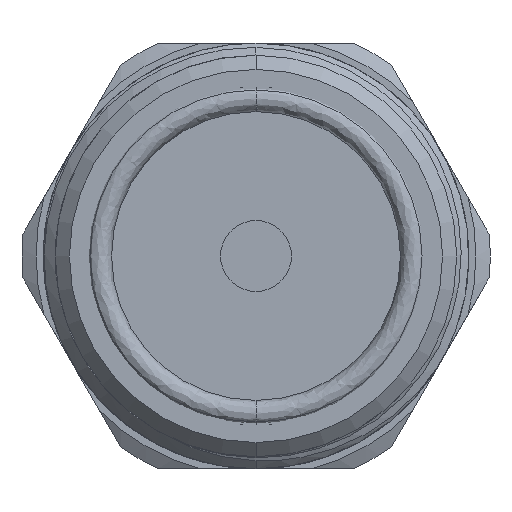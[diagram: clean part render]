
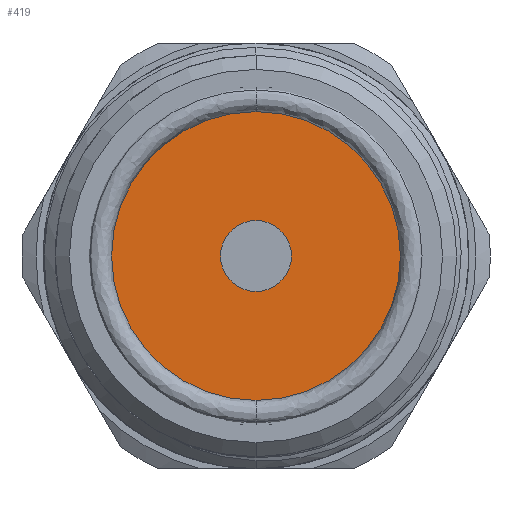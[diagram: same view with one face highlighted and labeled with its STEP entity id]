
A CAD part, front view. The second image highlights one B-rep face of the part: STEP entity #419.
In plain terms, the highlighted planar face has unit normal (0, -1, 0).
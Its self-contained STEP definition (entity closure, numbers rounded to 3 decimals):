
#374 = DIRECTION ( 'NONE',  ( 0., 0., 1. ) ) ;
#419 = ADVANCED_FACE ( 'NONE', ( #633, #4938 ), #4695, .F. ) ;
#633 = FACE_BOUND ( 'NONE', #5849, .T. ) ;
#742 = DIRECTION ( 'NONE',  ( 0., -1., 0. ) ) ;
#1456 = CARTESIAN_POINT ( 'NONE',  ( 2.5, -5.6, 0. ) ) ;
#1775 = VERTEX_POINT ( 'NONE', #4175 ) ;
#1816 = AXIS2_PLACEMENT_3D ( 'NONE', #5946, #2708, #6498 ) ;
#1893 = AXIS2_PLACEMENT_3D ( 'NONE', #5547, #2284, #6082 ) ;
#1959 = EDGE_LOOP ( 'NONE', ( #2937, #4836 ) ) ;
#1963 = AXIS2_PLACEMENT_3D ( 'NONE', #3995, #742, #4526 ) ;
#2284 = DIRECTION ( 'NONE',  ( 0., -1., 0. ) ) ;
#2334 = CARTESIAN_POINT ( 'NONE',  ( 0., -5.6, 11.7 ) ) ;
#2394 = CIRCLE ( 'NONE', #5674, 11.7 ) ;
#2491 = EDGE_CURVE ( 'NONE', #1775, #5086, #2394, .T. ) ;
#2621 = EDGE_CURVE ( 'NONE', #5086, #1775, #6815, .T. ) ;
#2708 = DIRECTION ( 'NONE',  ( 0., -1., 0. ) ) ;
#2798 = DIRECTION ( 'NONE',  ( 0., -1., 0. ) ) ;
#2937 = ORIENTED_EDGE ( 'NONE', *, *, #2621, .T. ) ;
#3061 = EDGE_CURVE ( 'NONE', #5234, #4397, #3086, .T. ) ;
#3086 = CIRCLE ( 'NONE', #1816, 2.5 ) ;
#3995 = CARTESIAN_POINT ( 'NONE',  ( 0., -5.6, 0. ) ) ;
#4156 = DIRECTION ( 'NONE',  ( 0., 1., 0. ) ) ;
#4175 = CARTESIAN_POINT ( 'NONE',  ( 0., -5.6, -11.7 ) ) ;
#4397 = VERTEX_POINT ( 'NONE', #4734 ) ;
#4526 = DIRECTION ( 'NONE',  ( 0., 0., -1. ) ) ;
#4695 = PLANE ( 'NONE',  #5024 ) ;
#4734 = CARTESIAN_POINT ( 'NONE',  ( 0., -5.6, -2.5 ) ) ;
#4793 = ORIENTED_EDGE ( 'NONE', *, *, #3061, .F. ) ;
#4836 = ORIENTED_EDGE ( 'NONE', *, *, #2491, .T. ) ;
#4938 = FACE_OUTER_BOUND ( 'NONE', #1959, .T. ) ;
#4976 = CIRCLE ( 'NONE', #1963, 2.5 ) ;
#5024 = AXIS2_PLACEMENT_3D ( 'NONE', #1456, #4156, #374 ) ;
#5086 = VERTEX_POINT ( 'NONE', #2334 ) ;
#5190 = ORIENTED_EDGE ( 'NONE', *, *, #6042, .F. ) ;
#5234 = VERTEX_POINT ( 'NONE', #6255 ) ;
#5547 = CARTESIAN_POINT ( 'NONE',  ( 0., -5.6, 0. ) ) ;
#5674 = AXIS2_PLACEMENT_3D ( 'NONE', #6040, #2798, #6588 ) ;
#5849 = EDGE_LOOP ( 'NONE', ( #5190, #4793 ) ) ;
#5946 = CARTESIAN_POINT ( 'NONE',  ( 0., -5.6, 0. ) ) ;
#6040 = CARTESIAN_POINT ( 'NONE',  ( 0., -5.6, 0. ) ) ;
#6042 = EDGE_CURVE ( 'NONE', #4397, #5234, #4976, .T. ) ;
#6082 = DIRECTION ( 'NONE',  ( 0., 0., -1. ) ) ;
#6255 = CARTESIAN_POINT ( 'NONE',  ( 0., -5.6, 2.5 ) ) ;
#6498 = DIRECTION ( 'NONE',  ( 0., 0., -1. ) ) ;
#6588 = DIRECTION ( 'NONE',  ( 0., 0., -1. ) ) ;
#6815 = CIRCLE ( 'NONE', #1893, 11.7 ) ;
